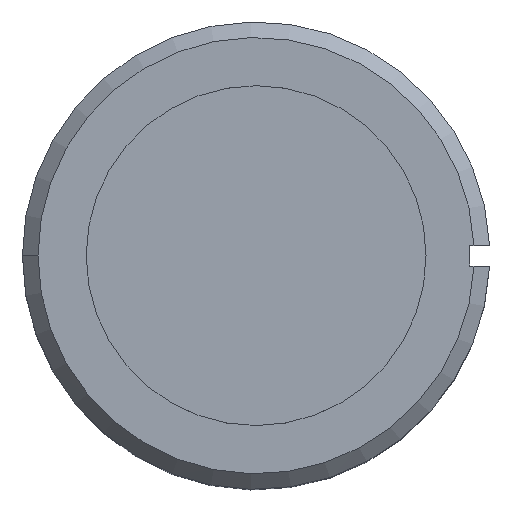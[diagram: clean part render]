
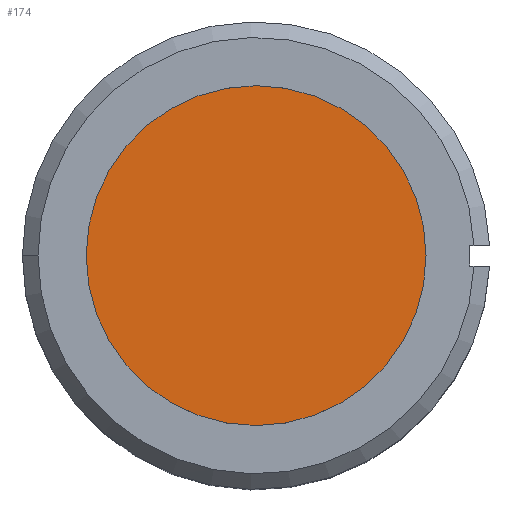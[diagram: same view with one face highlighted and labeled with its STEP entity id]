
A CAD part, top view. The second image highlights one B-rep face of the part: STEP entity #174.
In plain terms, the highlighted planar face has unit normal (0, 0, 1).
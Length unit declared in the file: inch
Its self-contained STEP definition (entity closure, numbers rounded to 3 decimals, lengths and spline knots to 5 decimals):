
#80 = CARTESIAN_POINT ( 'NONE',  ( 0., 0., -0.01 ) ) ;
#84 = FACE_OUTER_BOUND ( 'NONE', #724, .T. ) ;
#127 = DIRECTION ( 'NONE',  ( 0., 0., 1. ) ) ;
#158 = PLANE ( 'NONE',  #370 ) ;
#174 = ADVANCED_FACE ( 'NONE', ( #84 ), #158, .T. ) ;
#230 = CARTESIAN_POINT ( 'NONE',  ( 0., 0., -0.01 ) ) ;
#291 = CARTESIAN_POINT ( 'NONE',  ( 0.54537, 0., -0.01 ) ) ;
#317 = CARTESIAN_POINT ( 'NONE',  ( 0., 0., -0.01 ) ) ;
#351 = AXIS2_PLACEMENT_3D ( 'NONE', #230, #1157, #602 ) ;
#362 = EDGE_CURVE ( 'NONE', #907, #673, #420, .T. ) ;
#370 = AXIS2_PLACEMENT_3D ( 'NONE', #80, #423, #434 ) ;
#413 = CIRCLE ( 'NONE', #351, 0.54537 ) ;
#420 = CIRCLE ( 'NONE', #1085, 0.54537 ) ;
#423 = DIRECTION ( 'NONE',  ( 0., 0., 1. ) ) ;
#434 = DIRECTION ( 'NONE',  ( 1., 0., 0. ) ) ;
#546 = ORIENTED_EDGE ( 'NONE', *, *, #875, .T. ) ;
#602 = DIRECTION ( 'NONE',  ( 1., 0., 0. ) ) ;
#673 = VERTEX_POINT ( 'NONE', #1083 ) ;
#724 = EDGE_LOOP ( 'NONE', ( #546, #974 ) ) ;
#875 = EDGE_CURVE ( 'NONE', #673, #907, #413, .T. ) ;
#907 = VERTEX_POINT ( 'NONE', #291 ) ;
#974 = ORIENTED_EDGE ( 'NONE', *, *, #362, .T. ) ;
#1031 = DIRECTION ( 'NONE',  ( 1., 0., 0. ) ) ;
#1083 = CARTESIAN_POINT ( 'NONE',  ( -0.54537, 0., -0.01 ) ) ;
#1085 = AXIS2_PLACEMENT_3D ( 'NONE', #317, #127, #1031 ) ;
#1157 = DIRECTION ( 'NONE',  ( 0., 0., 1. ) ) ;
